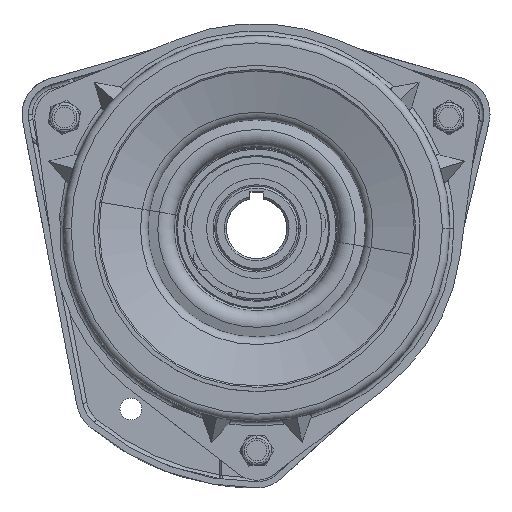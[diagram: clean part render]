
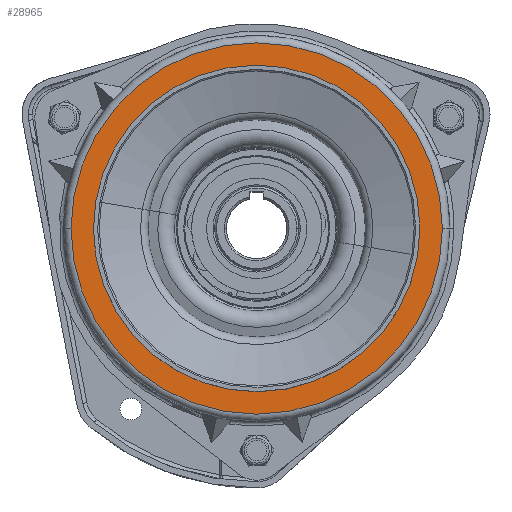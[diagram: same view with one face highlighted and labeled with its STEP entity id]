
A CAD part, top view. The second image highlights one B-rep face of the part: STEP entity #28965.
In plain terms, the highlighted planar face has unit normal (0, 0, 1).
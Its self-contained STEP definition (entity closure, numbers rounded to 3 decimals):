
#208 = DIRECTION ( 'NONE',  ( -1., 0., 0. ) ) ;
#693 = EDGE_LOOP ( 'NONE', ( #17892, #15782 ) ) ;
#1567 = DIRECTION ( 'NONE',  ( 0., 0., -1. ) ) ;
#1580 = CARTESIAN_POINT ( 'NONE',  ( 0., 0., 39.525 ) ) ;
#2777 = CIRCLE ( 'NONE', #4842, 87.8 ) ;
#3742 = VERTEX_POINT ( 'NONE', #19458 ) ;
#3898 = AXIS2_PLACEMENT_3D ( 'NONE', #16735, #1567, #19272 ) ;
#4124 = DIRECTION ( 'NONE',  ( 1., 0., 0. ) ) ;
#4842 = AXIS2_PLACEMENT_3D ( 'NONE', #5297, #22985, #7840 ) ;
#5297 = CARTESIAN_POINT ( 'NONE',  ( 0., 0., 39.525 ) ) ;
#5522 = FACE_OUTER_BOUND ( 'NONE', #693, .T. ) ;
#7840 = DIRECTION ( 'NONE',  ( 1., 0., 0. ) ) ;
#8116 = CIRCLE ( 'NONE', #3898, 74. ) ;
#9757 = CIRCLE ( 'NONE', #30024, 74. ) ;
#12895 = ORIENTED_EDGE ( 'NONE', *, *, #31401, .T. ) ;
#12897 = DIRECTION ( 'NONE',  ( 0., 0., 1. ) ) ;
#13562 = VERTEX_POINT ( 'NONE', #18159 ) ;
#14610 = ORIENTED_EDGE ( 'NONE', *, *, #15810, .T. ) ;
#15377 = DIRECTION ( 'NONE',  ( 0., 0., -1. ) ) ;
#15782 = ORIENTED_EDGE ( 'NONE', *, *, #20441, .T. ) ;
#15810 = EDGE_CURVE ( 'NONE', #3742, #13562, #9757, .T. ) ;
#15891 = CIRCLE ( 'NONE', #17697, 87.8 ) ;
#16082 = EDGE_LOOP ( 'NONE', ( #12895, #14610 ) ) ;
#16735 = CARTESIAN_POINT ( 'NONE',  ( 0., 0., 39.525 ) ) ;
#17153 = VERTEX_POINT ( 'NONE', #30433 ) ;
#17697 = AXIS2_PLACEMENT_3D ( 'NONE', #1580, #19286, #4124 ) ;
#17892 = ORIENTED_EDGE ( 'NONE', *, *, #27299, .T. ) ;
#18159 = CARTESIAN_POINT ( 'NONE',  ( -74., 0., 39.525 ) ) ;
#19272 = DIRECTION ( 'NONE',  ( -1., 0., 0. ) ) ;
#19286 = DIRECTION ( 'NONE',  ( 0., 0., 1. ) ) ;
#19458 = CARTESIAN_POINT ( 'NONE',  ( 74., 0., 39.525 ) ) ;
#20441 = EDGE_CURVE ( 'NONE', #22280, #17153, #2777, .T. ) ;
#22280 = VERTEX_POINT ( 'NONE', #27151 ) ;
#22383 = AXIS2_PLACEMENT_3D ( 'NONE', #25524, #12897, #30613 ) ;
#22985 = DIRECTION ( 'NONE',  ( 0., 0., 1. ) ) ;
#25414 = PLANE ( 'NONE',  #22383 ) ;
#25524 = CARTESIAN_POINT ( 'NONE',  ( 0., 74., 39.525 ) ) ;
#27151 = CARTESIAN_POINT ( 'NONE',  ( -87.8, 0., 39.525 ) ) ;
#27299 = EDGE_CURVE ( 'NONE', #17153, #22280, #15891, .T. ) ;
#28965 = ADVANCED_FACE ( 'NONE', ( #5522, #32383 ), #25414, .T. ) ;
#30024 = AXIS2_PLACEMENT_3D ( 'NONE', #30531, #15377, #208 ) ;
#30433 = CARTESIAN_POINT ( 'NONE',  ( 87.8, 0., 39.525 ) ) ;
#30531 = CARTESIAN_POINT ( 'NONE',  ( 0., 0., 39.525 ) ) ;
#30613 = DIRECTION ( 'NONE',  ( 1., 0., 0. ) ) ;
#31401 = EDGE_CURVE ( 'NONE', #13562, #3742, #8116, .T. ) ;
#32383 = FACE_BOUND ( 'NONE', #16082, .T. ) ;
